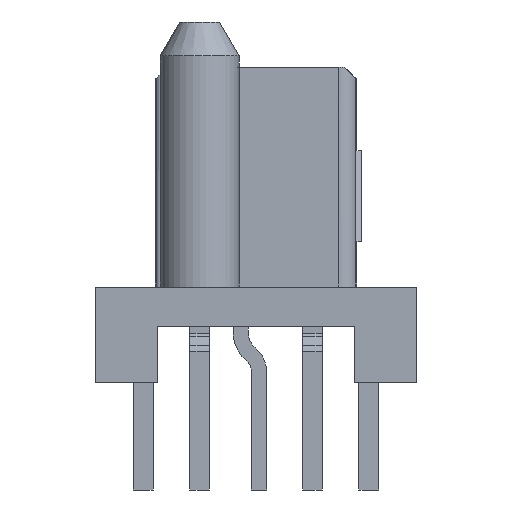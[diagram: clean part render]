
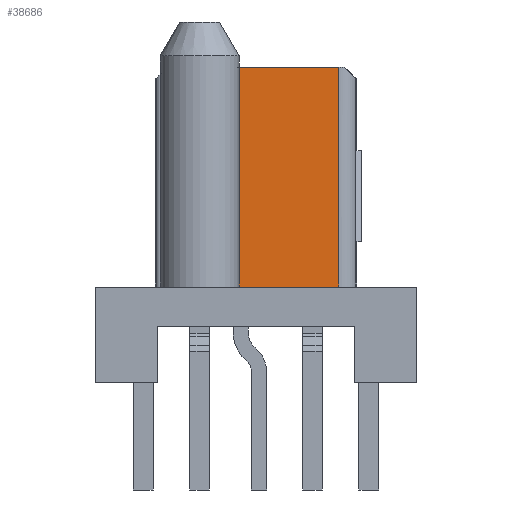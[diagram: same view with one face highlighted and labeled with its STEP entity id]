
A CAD part, left-side view. The second image highlights one B-rep face of the part: STEP entity #38686.
In plain terms, the highlighted planar face has unit normal (-1, 0, 0).
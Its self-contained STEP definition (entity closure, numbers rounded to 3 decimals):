
#134=DIRECTION('',(0.,1.,0.));
#135=VECTOR('',#134,2.248);
#136=CARTESIAN_POINT('',(-32.22,-1.867,-4.953));
#137=LINE('',#136,#135);
#503=DIRECTION('',(0.,1.,0.));
#504=VECTOR('',#503,2.248);
#505=CARTESIAN_POINT('',(-32.22,-1.867,0.));
#506=LINE('',#505,#504);
#11791=DIRECTION('',(0.,0.,-1.));
#11792=VECTOR('',#11791,4.953);
#11793=CARTESIAN_POINT('',(-32.22,0.381,0.));
#11794=LINE('',#11793,#11792);
#11795=DIRECTION('',(0.,0.,-1.));
#11796=VECTOR('',#11795,4.953);
#11797=CARTESIAN_POINT('',(-32.22,-1.867,0.));
#11798=LINE('',#11797,#11796);
#17046=CARTESIAN_POINT('',(-32.22,-1.867,-4.953));
#17047=CARTESIAN_POINT('',(-32.22,0.381,-4.953));
#17048=VERTEX_POINT('',#17046);
#17049=VERTEX_POINT('',#17047);
#17054=CARTESIAN_POINT('',(-32.22,-1.867,0.));
#17056=VERTEX_POINT('',#17054);
#17058=CARTESIAN_POINT('',(-32.22,0.381,0.));
#17059=VERTEX_POINT('',#17058);
#38675=CARTESIAN_POINT('',(-32.22,-1.867,0.));
#38676=DIRECTION('',(1.,0.,0.));
#38677=DIRECTION('',(0.,1.,0.));
#38678=AXIS2_PLACEMENT_3D('',#38675,#38676,#38677);
#38679=PLANE('',#38678);
#38680=ORIENTED_EDGE('',*,*,#22929,.F.);
#38681=ORIENTED_EDGE('',*,*,#22909,.T.);
#38682=ORIENTED_EDGE('',*,*,#22586,.T.);
#38683=ORIENTED_EDGE('',*,*,#38670,.F.);
#38684=EDGE_LOOP('',(#38680,#38681,#38682,#38683));
#38685=FACE_OUTER_BOUND('',#38684,.F.);
#38686=ADVANCED_FACE('',(#38685),#38679,.F.);
#22586=EDGE_CURVE('',#17048,#17049,#137,.T.);
#22909=EDGE_CURVE('',#17056,#17048,#11798,.T.);
#22929=EDGE_CURVE('',#17056,#17059,#506,.T.);
#38670=EDGE_CURVE('',#17059,#17049,#11794,.T.);
